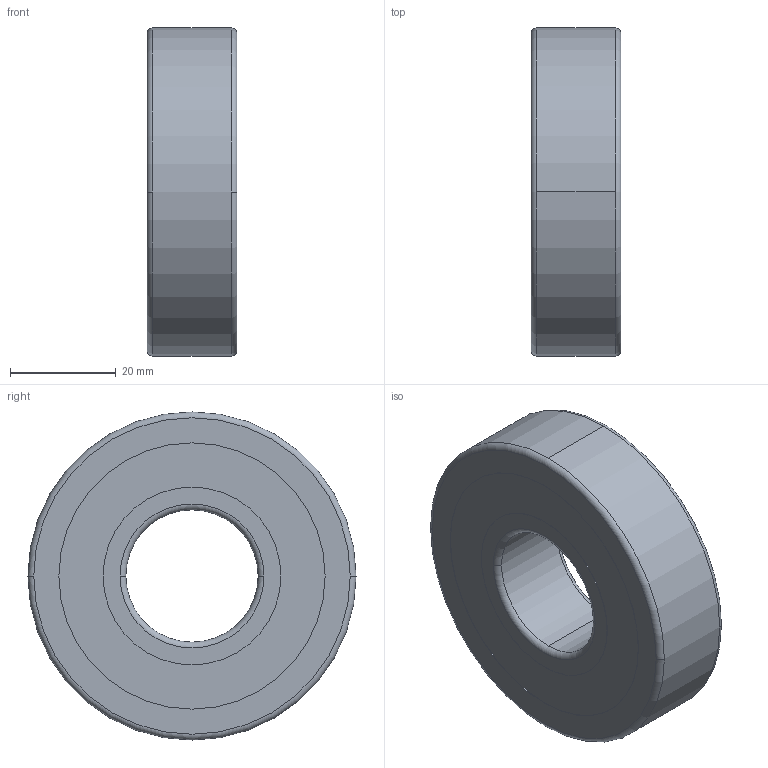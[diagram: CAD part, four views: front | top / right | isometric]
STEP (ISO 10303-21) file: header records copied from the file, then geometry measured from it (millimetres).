
FILE_DESCRIPTION(('STEP AP214'),'1');
FILE_NAME('7305-b-xl-2rs-tvp.stp','2025-09-23T14:35:47',('TraceParts'),('TraceParts S.A.S.'),'Spatial InterOp 3D',' ',' ');
FILE_SCHEMA(('AUTOMOTIVE_DESIGN { 1 0 10303 214 1 1 1 1 }'));
Length unit declared in the file: millimetre
Products named in the file (1): inafag_7305-b-xl-2rs-tvp_9lnj570i3w30bdt8rh7baszy9_1
Bounding box: 17 x 62 x 62 mm (x, y, z)
Volume: 34852.9 mm3; surface area: 24129.4 mm2
Topology: 9 solids, 9 shells, 68 faces, 212 edges, 128 vertices
Faces by surface type: cylinder 24, sphere 16, torus 12, plane 12, cone 4
Entity records: 3481 total; most frequent: CARTESIAN_POINT 1089, DIRECTION 418, ORIENTED_EDGE 360, AXIS2_PLACEMENT_3D 193, EDGE_CURVE 180, VERTEX_POINT 128, CIRCLE 116, EDGE_LOOP 84
